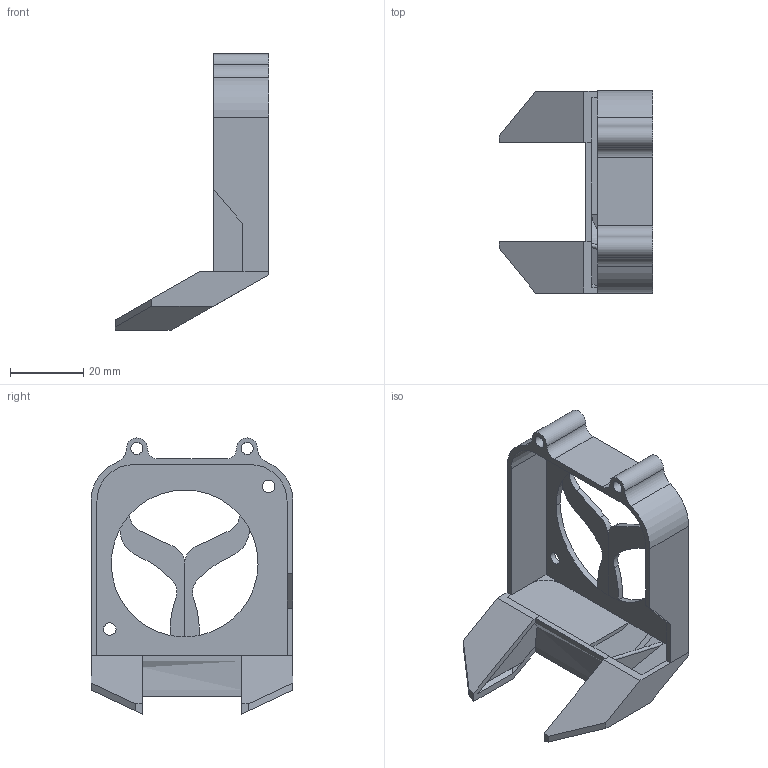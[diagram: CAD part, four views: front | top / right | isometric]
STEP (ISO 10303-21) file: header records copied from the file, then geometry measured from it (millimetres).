
FILE_DESCRIPTION(('FreeCAD Model'),'2;1');
FILE_NAME('Open CASCADE Shape Model','2023-08-23T17:08:42',(''),(''), 'Open CASCADE STEP processor 7.6','FreeCAD','Unknown');
FILE_SCHEMA(('AUTOMOTIVE_DESIGN { 1 0 10303 214 1 1 1 1 }'));
Length unit declared in the file: millimetre
Products named in the file (1): 合并上下
Bounding box: 41.77 x 55 x 75.25 mm (x, y, z)
Volume: 12347.2 mm3; surface area: 16135.1 mm2
Topology: 1 solids, 1 shells, 111 faces, 312 edges, 194 vertices
Faces by surface type: plane 74, cylinder 35, extrusion 2
Full cylindrical faces by diameter (mm): 3.3 x2, 3.4 x2
Entity records: 8726 total; most frequent: CARTESIAN_POINT 2452, DIRECTION 1189, VECTOR 736, LINE 734, ORIENTED_EDGE 630, PCURVE 624, DEFINITIONAL_REPRESENTATION 624, EDGE_CURVE 312
